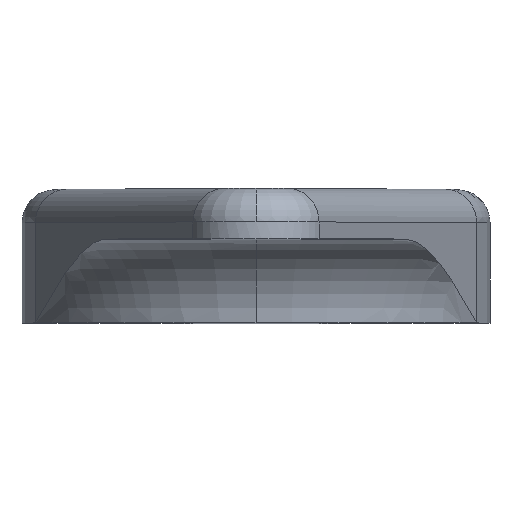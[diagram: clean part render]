
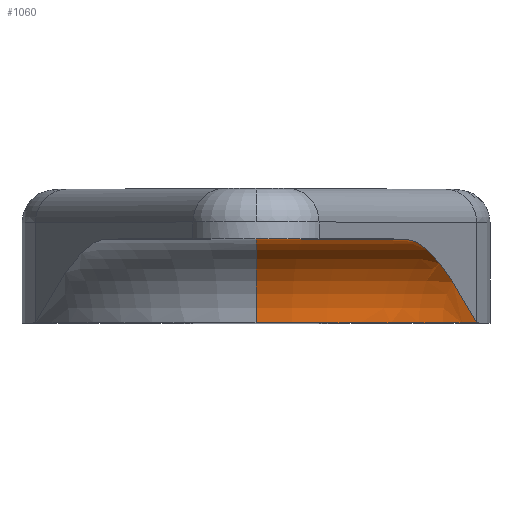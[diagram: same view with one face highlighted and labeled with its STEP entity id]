
A CAD part, top view. The second image highlights one B-rep face of the part: STEP entity #1060.
In plain terms, the highlighted toroidal (fillet/blend) face has major radius 19 mm and minor radius 5 mm.
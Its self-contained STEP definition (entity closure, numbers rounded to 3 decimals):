
#15 = CIRCLE ( 'NONE', #1581, 14. ) ;
#157 = CIRCLE ( 'NONE', #1496, 19. ) ;
#188 = AXIS2_PLACEMENT_3D ( 'NONE', #1342, #837, #597 ) ;
#202 = CARTESIAN_POINT ( 'NONE',  ( 0., 0., 0. ) ) ;
#229 = EDGE_CURVE ( 'NONE', #1240, #1090, #157, .T. ) ;
#234 = ORIENTED_EDGE ( 'NONE', *, *, #883, .T. ) ;
#283 = CARTESIAN_POINT ( 'NONE',  ( 0., 0., 14. ) ) ;
#333 = ORIENTED_EDGE ( 'NONE', *, *, #744, .F. ) ;
#353 = CARTESIAN_POINT ( 'NONE',  ( 13.199, 0., 4.667 ) ) ;
#373 = CARTESIAN_POINT ( 'NONE',  ( 10.257, 4.369, 12.989 ) ) ;
#376 = CARTESIAN_POINT ( 'NONE',  ( 0., 5., 19. ) ) ;
#383 = EDGE_LOOP ( 'NONE', ( #1543, #931, #234, #333 ) ) ;
#481 = CARTESIAN_POINT ( 'NONE',  ( 9.693, 4.816, 14.585 ) ) ;
#582 = VERTEX_POINT ( 'NONE', #1063 ) ;
#597 = DIRECTION ( 'NONE',  ( 0., 0., 1. ) ) ;
#600 = DIRECTION ( 'NONE',  ( 0., 1., 0. ) ) ;
#633 = TOROIDAL_SURFACE ( 'NONE', #1536, 19., 5. ) ;
#744 = EDGE_CURVE ( 'NONE', #1090, #582, #1540, .T. ) ;
#784 = VERTEX_POINT ( 'NONE', #283 ) ;
#837 = DIRECTION ( 'NONE',  ( -1., 0., 0. ) ) ;
#853 = CARTESIAN_POINT ( 'NONE',  ( 0., 5., 0. ) ) ;
#863 = DIRECTION ( 'NONE',  ( 0., 1., 0. ) ) ;
#883 = EDGE_CURVE ( 'NONE', #784, #582, #15, .T. ) ;
#888 = CARTESIAN_POINT ( 'NONE',  ( 10.988, 3.57, 10.921 ) ) ;
#907 = DIRECTION ( 'NONE',  ( 0., 1., 0. ) ) ;
#931 = ORIENTED_EDGE ( 'NONE', *, *, #1444, .T. ) ;
#992 = CARTESIAN_POINT ( 'NONE',  ( 10.809, 3.79, 11.427 ) ) ;
#1060 = ADVANCED_FACE ( 'NONE', ( #1373 ), #633, .F. ) ;
#1063 = CARTESIAN_POINT ( 'NONE',  ( 13.199, 0., 4.667 ) ) ;
#1090 = VERTEX_POINT ( 'NONE', #1242 ) ;
#1113 = DIRECTION ( 'NONE',  ( 0., 0., 1. ) ) ;
#1115 = CARTESIAN_POINT ( 'NONE',  ( 9.31, 5., 15.666 ) ) ;
#1171 = CARTESIAN_POINT ( 'NONE',  ( 0., 0., 0. ) ) ;
#1240 = VERTEX_POINT ( 'NONE', #376 ) ;
#1242 = CARTESIAN_POINT ( 'NONE',  ( 8.918, 5., 16.777 ) ) ;
#1261 = CARTESIAN_POINT ( 'NONE',  ( 11.87, 2.387, 8.426 ) ) ;
#1342 = CARTESIAN_POINT ( 'NONE',  ( 0., 0., 19. ) ) ;
#1373 = FACE_OUTER_BOUND ( 'NONE', #383, .T. ) ;
#1408 = DIRECTION ( 'NONE',  ( 0., 0., 1. ) ) ;
#1444 = EDGE_CURVE ( 'NONE', #1240, #784, #1641, .T. ) ;
#1495 = CARTESIAN_POINT ( 'NONE',  ( 12.534, 1.192, 6.548 ) ) ;
#1496 = AXIS2_PLACEMENT_3D ( 'NONE', #853, #863, #1511 ) ;
#1510 = CARTESIAN_POINT ( 'NONE',  ( 10.444, 4.19, 12.46 ) ) ;
#1511 = DIRECTION ( 'NONE',  ( 0., 0., 1. ) ) ;
#1536 = AXIS2_PLACEMENT_3D ( 'NONE', #202, #600, #1113 ) ;
#1540 = B_SPLINE_CURVE_WITH_KNOTS ( 'NONE', 3,
 ( #1646, #1115, #481, #373, #1510, #992, #888, #1261, #1495, #353 ),
 .UNSPECIFIED., .F., .F.,
 ( 4, 2, 2, 2, 4 ),
 ( 0., 0.003, 0.005, 0.007, 0.014 ),
 .UNSPECIFIED. ) ;
#1543 = ORIENTED_EDGE ( 'NONE', *, *, #229, .F. ) ;
#1581 = AXIS2_PLACEMENT_3D ( 'NONE', #1171, #907, #1408 ) ;
#1641 = CIRCLE ( 'NONE', #188, 5. ) ;
#1646 = CARTESIAN_POINT ( 'NONE',  ( 8.918, 5., 16.777 ) ) ;
